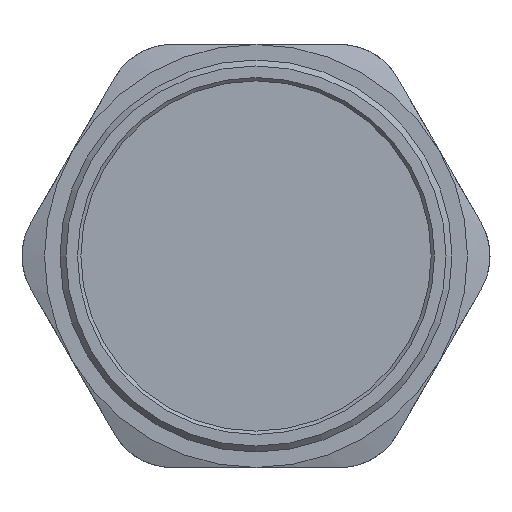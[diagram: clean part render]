
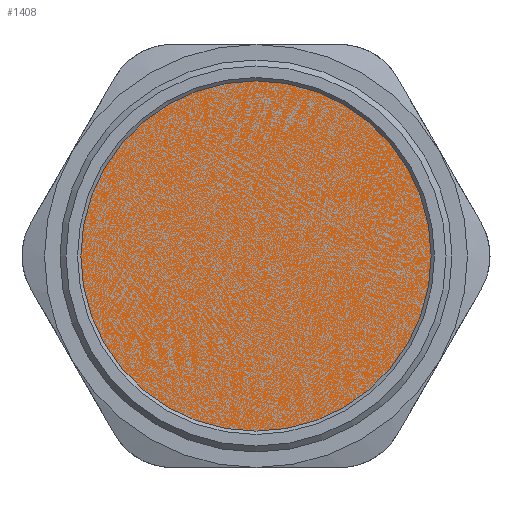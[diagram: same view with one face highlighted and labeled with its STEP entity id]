
A CAD part, front view. The second image highlights one B-rep face of the part: STEP entity #1408.
In plain terms, the highlighted planar face has unit normal (0, 1, 0).
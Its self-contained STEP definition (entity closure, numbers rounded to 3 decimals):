
#273=FACE_OUTER_BOUND('',#362,.T.);
#362=EDGE_LOOP('',(#1213));
#526=CIRCLE('',#1564,29.65);
#647=VERTEX_POINT('',#2814);
#837=EDGE_CURVE('',#647,#647,#526,.T.);
#1213=ORIENTED_EDGE('',*,*,#837,.T.);
#1244=PLANE('',#1563);
#1408=ADVANCED_FACE('',(#273),#1244,.T.);
#1563=AXIS2_PLACEMENT_3D('',#2813,#1902,#1903);
#1564=AXIS2_PLACEMENT_3D('',#2815,#1904,#1905);
#1902=DIRECTION('center_axis',(0.,1.,0.));
#1903=DIRECTION('ref_axis',(0.,0.,1.));
#1904=DIRECTION('center_axis',(0.,1.,0.));
#1905=DIRECTION('ref_axis',(-1.,0.,0.));
#2813=CARTESIAN_POINT('Origin',(-0.984,-5.519,0.));
#2814=CARTESIAN_POINT('',(-30.634,-5.519,0.));
#2815=CARTESIAN_POINT('Origin',(-0.984,-5.519,0.));
